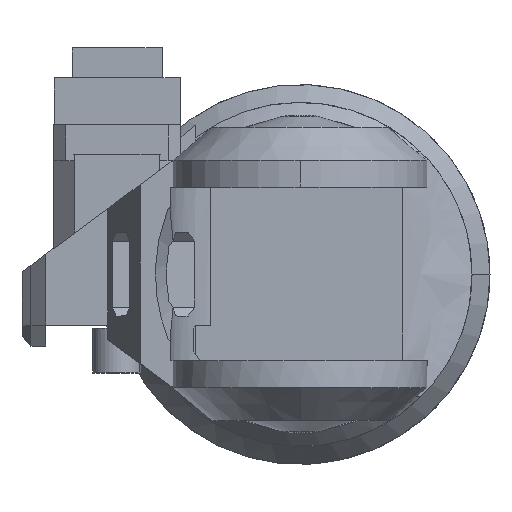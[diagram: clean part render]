
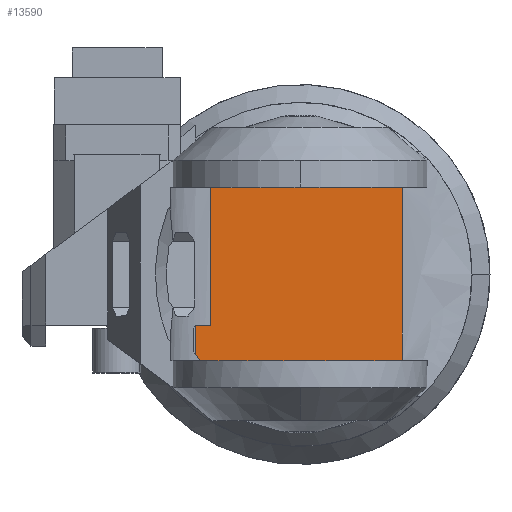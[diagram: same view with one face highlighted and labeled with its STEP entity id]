
A CAD part, top view. The second image highlights one B-rep face of the part: STEP entity #13590.
In plain terms, the highlighted planar face has unit normal (0, 0, 1).
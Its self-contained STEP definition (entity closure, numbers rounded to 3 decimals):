
#598 = CARTESIAN_POINT ( 'NONE',  ( 34.159, 29., 25. ) ) ;
#680 = VECTOR ( 'NONE', #22683, 1000. ) ;
#1760 = ORIENTED_EDGE ( 'NONE', *, *, #13174, .F. ) ;
#2104 = CARTESIAN_POINT ( 'NONE',  ( 0., 0., 25. ) ) ;
#2122 = LINE ( 'NONE', #2840, #19550 ) ;
#2547 = CARTESIAN_POINT ( 'NONE',  ( -30., 29., 25. ) ) ;
#2676 = DIRECTION ( 'NONE',  ( 0., 1., 0. ) ) ;
#2730 = VERTEX_POINT ( 'NONE', #2547 ) ;
#2840 = CARTESIAN_POINT ( 'NONE',  ( -35., 0., 25. ) ) ;
#4874 = LINE ( 'NONE', #8562, #680 ) ;
#5274 = EDGE_CURVE ( 'NONE', #20696, #21416, #20777, .T. ) ;
#5374 = EDGE_CURVE ( 'NONE', #9012, #11853, #21571, .T. ) ;
#6493 = CARTESIAN_POINT ( 'NONE',  ( -35., -17., 25. ) ) ;
#6774 = CARTESIAN_POINT ( 'NONE',  ( 0., 29., 25. ) ) ;
#7326 = PLANE ( 'NONE',  #14848 ) ;
#7579 = LINE ( 'NONE', #21118, #14150 ) ;
#8562 = CARTESIAN_POINT ( 'NONE',  ( -30., 0., 25. ) ) ;
#9012 = VERTEX_POINT ( 'NONE', #18075 ) ;
#9524 = ORIENTED_EDGE ( 'NONE', *, *, #15960, .F. ) ;
#10605 = ORIENTED_EDGE ( 'NONE', *, *, #5374, .T. ) ;
#10644 = EDGE_CURVE ( 'NONE', #21416, #11853, #2122, .T. ) ;
#10878 = DIRECTION ( 'NONE',  ( -1., 0., 0. ) ) ;
#11853 = VERTEX_POINT ( 'NONE', #6493 ) ;
#12149 = VERTEX_POINT ( 'NONE', #598 ) ;
#12455 = ORIENTED_EDGE ( 'NONE', *, *, #20788, .T. ) ;
#13174 = EDGE_CURVE ( 'NONE', #2730, #12149, #21230, .T. ) ;
#13252 = EDGE_LOOP ( 'NONE', ( #1760, #9524, #10605, #18842, #14038, #12455 ) ) ;
#13590 = ADVANCED_FACE ( 'NONE', ( #20097 ), #7326, .T. ) ;
#14038 = ORIENTED_EDGE ( 'NONE', *, *, #5274, .F. ) ;
#14144 = VECTOR ( 'NONE', #16781, 1000. ) ;
#14150 = VECTOR ( 'NONE', #15887, 1000. ) ;
#14848 = AXIS2_PLACEMENT_3D ( 'NONE', #2104, #19665, #10878 ) ;
#15349 = CARTESIAN_POINT ( 'NONE',  ( 34.159, -29., 25. ) ) ;
#15887 = DIRECTION ( 'NONE',  ( 0., 1., 0. ) ) ;
#15960 = EDGE_CURVE ( 'NONE', #9012, #2730, #4874, .T. ) ;
#16781 = DIRECTION ( 'NONE',  ( -1., 0., 0. ) ) ;
#17260 = DIRECTION ( 'NONE',  ( -1., 0., 0. ) ) ;
#17632 = DIRECTION ( 'NONE',  ( 1., 0., 0. ) ) ;
#18075 = CARTESIAN_POINT ( 'NONE',  ( -30., -17., 25. ) ) ;
#18099 = CARTESIAN_POINT ( 'NONE',  ( -35., -29., 25. ) ) ;
#18842 = ORIENTED_EDGE ( 'NONE', *, *, #10644, .F. ) ;
#19050 = VECTOR ( 'NONE', #17632, 1000. ) ;
#19550 = VECTOR ( 'NONE', #2676, 1000. ) ;
#19665 = DIRECTION ( 'NONE',  ( 0., 0., 1. ) ) ;
#20097 = FACE_OUTER_BOUND ( 'NONE', #13252, .T. ) ;
#20406 = CARTESIAN_POINT ( 'NONE',  ( 0., -17., 25. ) ) ;
#20696 = VERTEX_POINT ( 'NONE', #15349 ) ;
#20777 = LINE ( 'NONE', #22070, #14144 ) ;
#20788 = EDGE_CURVE ( 'NONE', #20696, #12149, #7579, .T. ) ;
#21118 = CARTESIAN_POINT ( 'NONE',  ( 34.159, -96., 25. ) ) ;
#21230 = LINE ( 'NONE', #6774, #19050 ) ;
#21416 = VERTEX_POINT ( 'NONE', #18099 ) ;
#21571 = LINE ( 'NONE', #20406, #21828 ) ;
#21828 = VECTOR ( 'NONE', #17260, 1000. ) ;
#22070 = CARTESIAN_POINT ( 'NONE',  ( 0., -29., 25. ) ) ;
#22683 = DIRECTION ( 'NONE',  ( 0., 1., 0. ) ) ;
